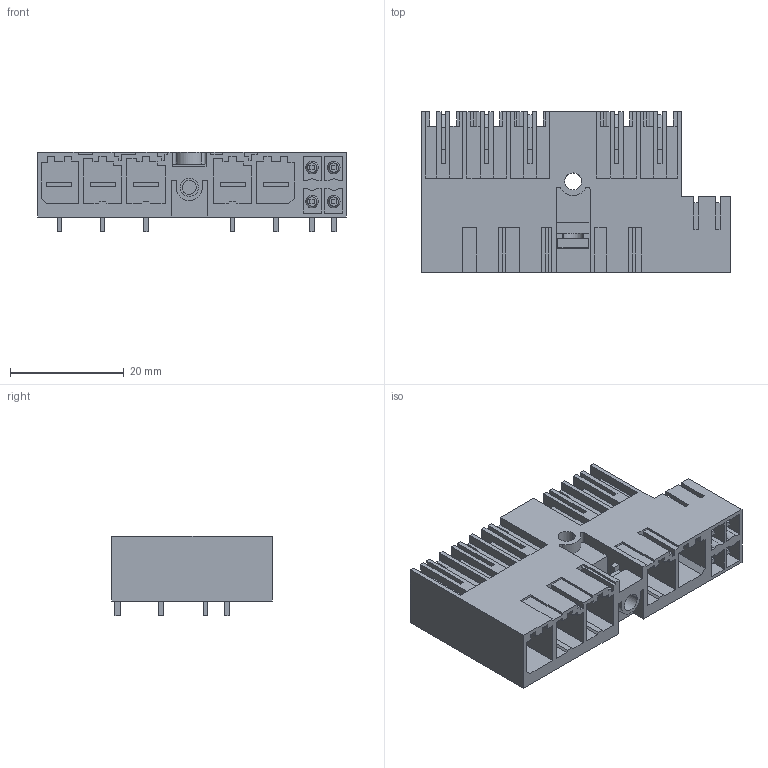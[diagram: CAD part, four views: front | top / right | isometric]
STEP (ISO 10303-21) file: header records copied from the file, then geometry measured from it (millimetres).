
FILE_DESCRIPTION(('CATIA V5 STEP','CAx-IF Rec.Pracs.--- Model Styling and Organization---1.4--- 2014-01-23'),'2;1');
FILE_NAME ('188230-1_1', '2023-09-25T08:22:17+00:00', ('none'), ('Weidmueller'), 'CATIA Version 5-6 Release 2016 SP3 HF44', 'CATIA V5 STEP AP214', 'none');
FILE_SCHEMA(('AUTOMOTIVE_DESIGN { 1 0 10303 214 1 1 1 1 }'));
Length unit declared in the file: millimetre
Products named in the file (1): 2530040000
Bounding box: 54.31 x 28.3 x 14 mm (x, y, z)
Volume: 8409.4 mm3; surface area: 12507.6 mm2
Topology: 11 solids, 11 shells, 784 faces, 2343 edges, 1591 vertices
Faces by surface type: plane 739, cylinder 37, cone 8
Entity records: 24607 total; most frequent: ORIENTED_EDGE 4686, CARTESIAN_POINT 4506, DIRECTION 3323, EDGE_CURVE 2343, VECTOR 2241, LINE 2241, VERTEX_POINT 1591, EDGE_LOOP 818
